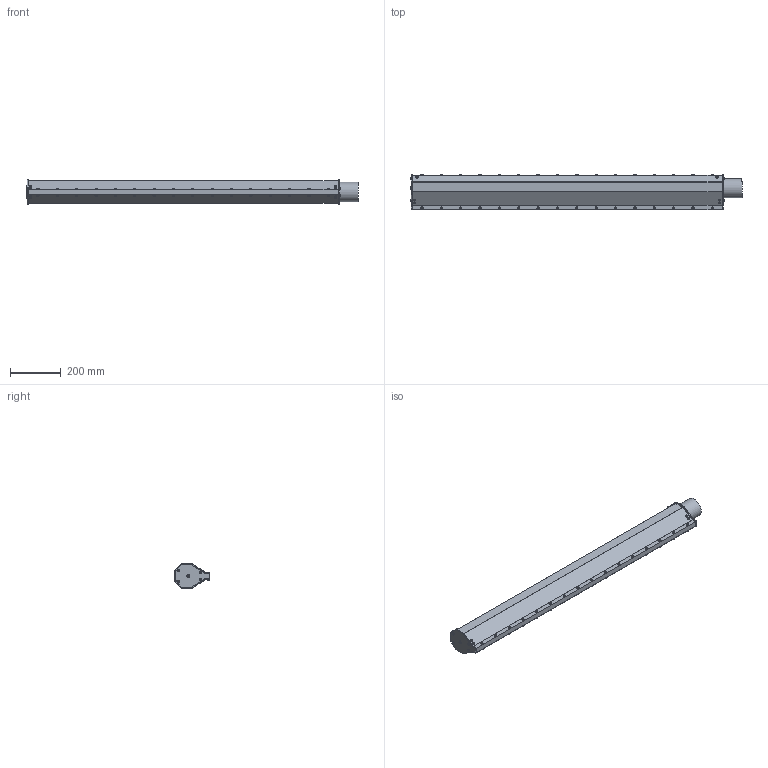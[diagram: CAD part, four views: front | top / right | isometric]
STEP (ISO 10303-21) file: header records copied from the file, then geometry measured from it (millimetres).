
FILE_DESCRIPTION(/* description */ (''),/* implementation_level */ '2;1');
FILE_NAME(/* name */ 'MAP1xxxxxx048 DUMMY.stp',/* time_stamp */ '2018-01-30T11:39:38-05:00',/* author */ ('James'),/* organization */ (''),/* preprocessor_version */ 'ST-DEVELOPER v16.5',/* originating_system */ 'Autodesk Inventor 2017',/* authorisation */ '');
FILE_SCHEMA (('AUTOMOTIVE_DESIGN { 1 0 10303 214 3 1 1 }'));
Products named in the file (1): MAP1xxxxxx048 DUMMY
Bounding box: 1306.83 x 139.7 x 96.52 mm (x, y, z)
Volume: 10593197.5 mm3; surface area: 504845.6 mm2
Topology: 1 solids, 1 shells, 1060 faces, 2341 edges, 1492 vertices
Faces by surface type: plane 436, cone 304, cylinder 203, bspline 64, sphere 37, torus 16
Full cylindrical faces by diameter (mm): 7.6 x8, 9 x40, 9.5 x12, 10.5 x17, 11 x29, 76.2 x1
Entity records: 98970 total; most frequent: CARTESIAN_POINT 77761, ORIENTED_EDGE 4234, DIRECTION 4108, EDGE_CURVE 2117, AXIS2_PLACEMENT_3D 1762, EDGE_LOOP 1408, VERTEX_POINT 1407, FACE_OUTER_BOUND 1060
